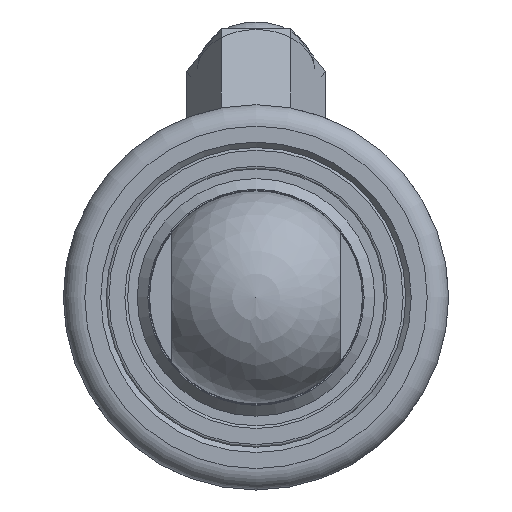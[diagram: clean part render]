
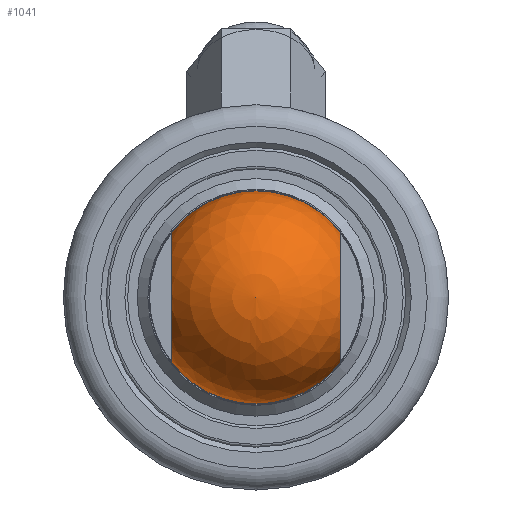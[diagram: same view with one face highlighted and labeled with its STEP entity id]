
A CAD part, left-side view. The second image highlights one B-rep face of the part: STEP entity #1041.
In plain terms, the highlighted spherical face has radius 9.95 mm.
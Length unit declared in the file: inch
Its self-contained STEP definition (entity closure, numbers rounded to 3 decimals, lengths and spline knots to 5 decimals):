
#48=SPHERICAL_SURFACE('',#1205,0.39173);
#227=FACE_OUTER_BOUND('',#290,.T.);
#290=EDGE_LOOP('',(#719,#720,#721,#722,#723,#724,#725,#726));
#360=CIRCLE('',#1197,0.23944);
#365=CIRCLE('',#1206,0.39173);
#366=CIRCLE('',#1207,0.39173);
#367=CIRCLE('',#1208,0.23944);
#368=CIRCLE('',#1209,0.39173);
#369=CIRCLE('',#1210,0.39173);
#370=CIRCLE('',#1211,0.39173);
#433=VERTEX_POINT('',#1729);
#435=VERTEX_POINT('',#1733);
#440=VERTEX_POINT('',#1750);
#441=VERTEX_POINT('',#1751);
#442=VERTEX_POINT('',#1753);
#443=VERTEX_POINT('',#1755);
#444=VERTEX_POINT('',#1757);
#540=EDGE_CURVE('',#433,#435,#360,.F.);
#547=EDGE_CURVE('',#440,#441,#365,.T.);
#548=EDGE_CURVE('',#442,#441,#366,.T.);
#549=EDGE_CURVE('',#442,#443,#367,.F.);
#550=EDGE_CURVE('',#444,#443,#368,.T.);
#551=EDGE_CURVE('',#433,#444,#369,.T.);
#552=EDGE_CURVE('',#441,#435,#370,.T.);
#719=ORIENTED_EDGE('',*,*,#547,.T.);
#720=ORIENTED_EDGE('',*,*,#548,.F.);
#721=ORIENTED_EDGE('',*,*,#549,.T.);
#722=ORIENTED_EDGE('',*,*,#550,.F.);
#723=ORIENTED_EDGE('',*,*,#551,.F.);
#724=ORIENTED_EDGE('',*,*,#540,.T.);
#725=ORIENTED_EDGE('',*,*,#552,.F.);
#726=ORIENTED_EDGE('',*,*,#547,.F.);
#1041=ADVANCED_FACE('',(#227),#48,.T.);
#1197=AXIS2_PLACEMENT_3D('',#1735,#1399,#1400);
#1205=AXIS2_PLACEMENT_3D('',#1749,#1417,#1418);
#1206=AXIS2_PLACEMENT_3D('',#1752,#1419,#1420);
#1207=AXIS2_PLACEMENT_3D('',#1754,#1421,#1422);
#1208=AXIS2_PLACEMENT_3D('',#1756,#1423,#1424);
#1209=AXIS2_PLACEMENT_3D('',#1758,#1425,#1426);
#1210=AXIS2_PLACEMENT_3D('',#1759,#1427,#1428);
#1211=AXIS2_PLACEMENT_3D('',#1760,#1429,#1430);
#1399=DIRECTION('center_axis',(0.,1.,0.));
#1400=DIRECTION('ref_axis',(0.,0.,1.));
#1417=DIRECTION('center_axis',(1.,0.,0.));
#1418=DIRECTION('ref_axis',(0.,0.,-1.));
#1419=DIRECTION('center_axis',(0.,-1.,0.));
#1420=DIRECTION('ref_axis',(0.,0.,1.));
#1421=DIRECTION('center_axis',(-1.,0.,0.));
#1422=DIRECTION('ref_axis',(0.,0.,1.));
#1423=DIRECTION('center_axis',(0.,-1.,0.));
#1424=DIRECTION('ref_axis',(0.,0.,-1.));
#1425=DIRECTION('center_axis',(-1.,0.,0.));
#1426=DIRECTION('ref_axis',(0.,0.,1.));
#1427=DIRECTION('center_axis',(-1.,0.,0.));
#1428=DIRECTION('ref_axis',(0.,0.,1.));
#1429=DIRECTION('center_axis',(-1.,0.,0.));
#1430=DIRECTION('ref_axis',(0.,0.,1.));
#1729=CARTESIAN_POINT('',(0.59252,0.31004,-0.23944));
#1733=CARTESIAN_POINT('',(0.59252,0.31004,0.23944));
#1735=CARTESIAN_POINT('Origin',(0.59252,0.31004,0.));
#1749=CARTESIAN_POINT('Origin',(0.59252,0.,0.));
#1750=CARTESIAN_POINT('',(0.98425,0.,0.));
#1751=CARTESIAN_POINT('',(0.59252,0.,0.39173));
#1752=CARTESIAN_POINT('Origin',(0.59252,0.,0.));
#1753=CARTESIAN_POINT('',(0.59252,-0.31004,0.23944));
#1754=CARTESIAN_POINT('Origin',(0.59252,0.,0.));
#1755=CARTESIAN_POINT('',(0.59252,-0.31004,-0.23944));
#1756=CARTESIAN_POINT('Origin',(0.59252,-0.31004,0.));
#1757=CARTESIAN_POINT('',(0.59252,0.,-0.39173));
#1758=CARTESIAN_POINT('Origin',(0.59252,0.,0.));
#1759=CARTESIAN_POINT('Origin',(0.59252,0.,0.));
#1760=CARTESIAN_POINT('Origin',(0.59252,0.,0.));
